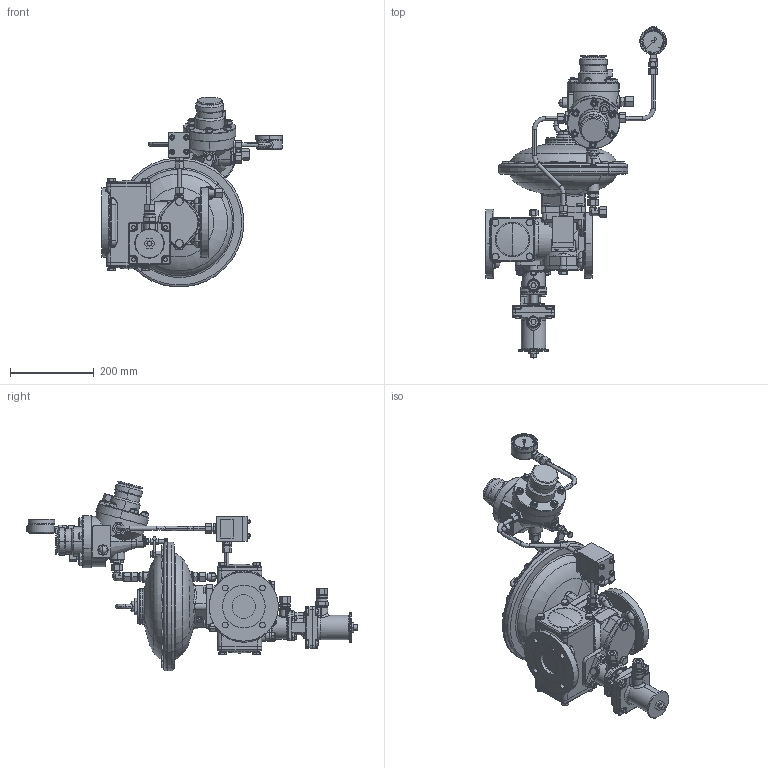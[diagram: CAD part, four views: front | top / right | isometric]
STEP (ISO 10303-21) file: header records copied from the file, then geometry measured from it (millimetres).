
FILE_DESCRIPTION (( 'STEP AP214' ), '1' );
FILE_NAME ('HON372_DN50_DN50_PN16_610_673_R_RE1;K1a;K2a.STEP', '2021-10-07T09:12:46', ( '' ), ( '' ), 'SwSTEP 2.0', 'SolidWorks 2019', '' );
FILE_SCHEMA (( 'AUTOMOTIVE_DESIGN' ));
Length unit declared in the file: millimetre
Products named in the file (1): HON372_DN50_DN50_PN16_610_673_R_RE1;K1a;K2a
Bounding box: 430.65 x 791.2 x 452.36 mm (x, y, z)
Volume: 13307789.1 mm3; surface area: 796700.7 mm2
Topology: 1 solids, 1 shells, 3758 faces, 8670 edges, 5159 vertices
Faces by surface type: plane 1491, cone 926, cylinder 875, torus 262, bspline 157, sphere 47
Entity records: 125771 total; most frequent: CARTESIAN_POINT 39895, ORIENTED_EDGE 17254, DIRECTION 16861, EDGE_CURVE 8627, AXIS2_PLACEMENT_3D 6928, VERTEX_POINT 5157, EDGE_LOOP 4056, ADVANCED_FACE 3758
